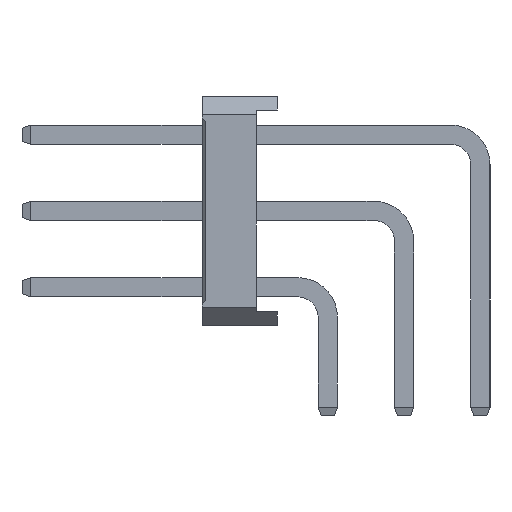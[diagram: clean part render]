
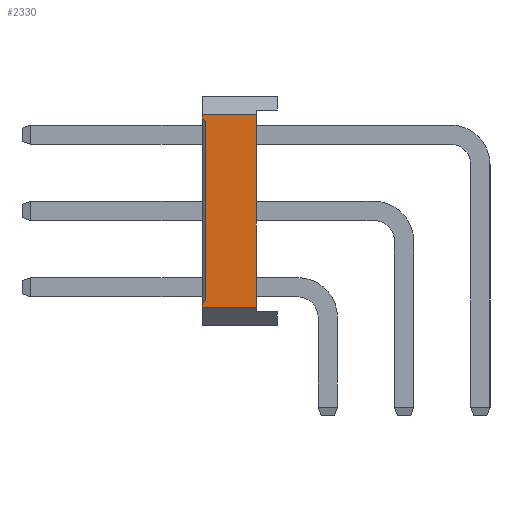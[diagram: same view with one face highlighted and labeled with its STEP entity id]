
A CAD part, left-side view. The second image highlights one B-rep face of the part: STEP entity #2330.
In plain terms, the highlighted planar face has unit normal (-1, 0, 0).
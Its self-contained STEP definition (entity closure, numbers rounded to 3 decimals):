
#2330=ADVANCED_FACE('',(#25661),#25663,.T.);
#25661=FACE_BOUND('',#25662,.T.);
#25662=EDGE_LOOP('',(#44627,#44628,#44629,#44630,#44631,#44632,#44633,#44634));
#25663=PLANE('',#25664);
#25664=AXIS2_PLACEMENT_3D('',#25665,#25666,#25667);
#25665=CARTESIAN_POINT('',(-1.27,1.68,0.6));
#25666=DIRECTION('',(-1.,0.,0.));
#25667=DIRECTION('',(0.,0.,1.));
#44627=ORIENTED_EDGE('',*,*,#56832,.F.);
#44628=ORIENTED_EDGE('',*,*,#56833,.T.);
#44629=ORIENTED_EDGE('',*,*,#56834,.F.);
#44630=ORIENTED_EDGE('',*,*,#55467,.F.);
#44631=ORIENTED_EDGE('',*,*,#56835,.F.);
#44632=ORIENTED_EDGE('',*,*,#54794,.T.);
#44633=ORIENTED_EDGE('',*,*,#56831,.T.);
#44634=ORIENTED_EDGE('',*,*,#55471,.F.);
#54794=EDGE_CURVE('',#61152,#61150,#61153,.T.);
#55467=EDGE_CURVE('',#62496,#62498,#62499,.T.);
#55471=EDGE_CURVE('',#62504,#62506,#62507,.T.);
#56831=EDGE_CURVE('',#61150,#62506,#64973,.T.);
#56832=EDGE_CURVE('',#64974,#62504,#64975,.F.);
#56833=EDGE_CURVE('',#64974,#64976,#64977,.T.);
#56834=EDGE_CURVE('',#62498,#64976,#64978,.F.);
#56835=EDGE_CURVE('',#61152,#62496,#64979,.T.);
#61150=VERTEX_POINT('',#71488);
#61152=VERTEX_POINT('',#71492);
#61153=LINE('',#71493,#71494);
#62496=VERTEX_POINT('',#74180);
#62498=VERTEX_POINT('',#74184);
#62499=LINE('',#74185,#74186);
#62504=VERTEX_POINT('',#74196);
#62506=VERTEX_POINT('',#74200);
#62507=LINE('',#74201,#74202);
#64973=LINE('',#79511,#79512);
#64974=VERTEX_POINT('',#79514);
#64975=LINE('',#79515,#79516);
#64976=VERTEX_POINT('',#79518);
#64977=LINE('',#79519,#79520);
#64978=LINE('',#79522,#79523);
#64979=LINE('',#79525,#79526);
#71488=CARTESIAN_POINT('',(-1.27,2.38,7.02));
#71492=CARTESIAN_POINT('',(-1.27,2.38,0.6));
#71493=CARTESIAN_POINT('',(-1.27,2.38,0.6));
#71494=VECTOR('',#71495,1.);
#71495=DIRECTION('',(0.,0.,1.));
#74180=CARTESIAN_POINT('',(-1.27,4.18,0.6));
#74184=CARTESIAN_POINT('',(-1.27,4.18,0.72));
#74185=CARTESIAN_POINT('',(-1.27,4.18,0.6));
#74186=VECTOR('',#74187,1.);
#74187=DIRECTION('',(0.,0.,1.));
#74196=CARTESIAN_POINT('',(-1.27,4.18,6.9));
#74200=CARTESIAN_POINT('',(-1.27,4.18,7.02));
#74201=CARTESIAN_POINT('',(-1.27,4.18,6.9));
#74202=VECTOR('',#74203,1.);
#74203=DIRECTION('',(0.,0.,1.));
#79511=CARTESIAN_POINT('',(-1.27,2.38,7.02));
#79512=VECTOR('',#79513,1.);
#79513=DIRECTION('',(0.,1.,0.));
#79514=CARTESIAN_POINT('',(-1.27,4.08,6.8));
#79515=CARTESIAN_POINT('',(-1.27,4.18,6.9));
#79516=VECTOR('',#79517,1.);
#79517=DIRECTION('',(0.,-0.707,-0.707));
#79518=CARTESIAN_POINT('',(-1.27,4.08,0.82));
#79519=CARTESIAN_POINT('',(-1.27,4.08,6.8));
#79520=VECTOR('',#79521,1.);
#79521=DIRECTION('',(0.,0.,-1.));
#79522=CARTESIAN_POINT('',(-1.27,4.08,0.82));
#79523=VECTOR('',#79524,1.);
#79524=DIRECTION('',(0.,0.707,-0.707));
#79525=CARTESIAN_POINT('',(-1.27,2.38,0.6));
#79526=VECTOR('',#79527,1.);
#79527=DIRECTION('',(0.,1.,0.));
